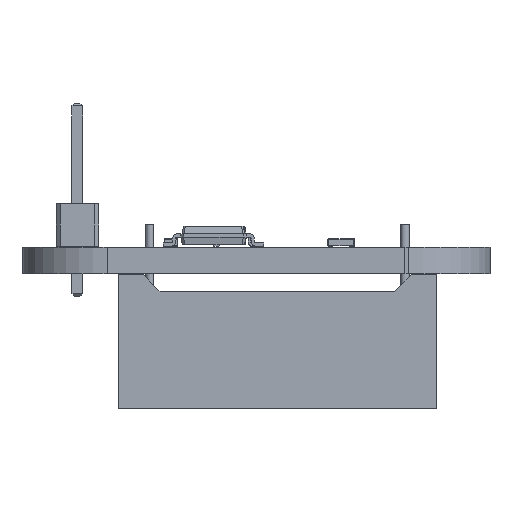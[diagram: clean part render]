
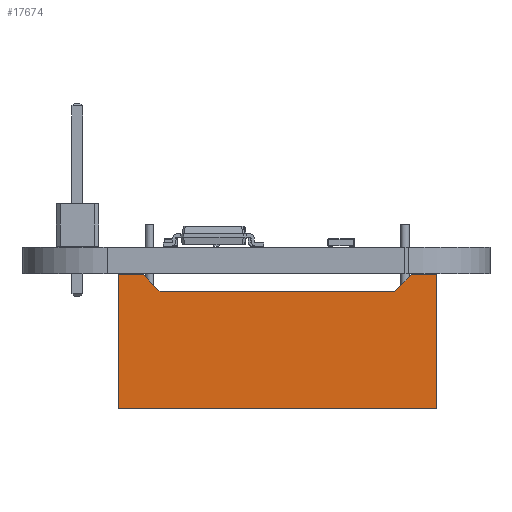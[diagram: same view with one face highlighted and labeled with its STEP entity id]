
A CAD part, left-side view. The second image highlights one B-rep face of the part: STEP entity #17674.
In plain terms, the highlighted face is planar.
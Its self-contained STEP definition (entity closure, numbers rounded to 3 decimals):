
#17419 = VERTEX_POINT('',#17420);
#17420 = CARTESIAN_POINT('',(18.75,-7.,-7.));
#17426 = EDGE_CURVE('',#17427,#17419,#17429,.T.);
#17427 = VERTEX_POINT('',#17428);
#17428 = CARTESIAN_POINT('',(18.75,-8.,-8.));
#17429 = LINE('',#17430,#17431);
#17430 = CARTESIAN_POINT('',(18.75,-1.125,-1.125));
#17431 = VECTOR('',#17432,1.);
#17432 = DIRECTION('',(0.,0.707,0.707));
#17499 = VERTEX_POINT('',#17500);
#17500 = CARTESIAN_POINT('',(18.75,8.,-8.));
#17506 = EDGE_CURVE('',#17507,#17499,#17509,.T.);
#17507 = VERTEX_POINT('',#17508);
#17508 = CARTESIAN_POINT('',(18.75,7.,-7.));
#17509 = LINE('',#17510,#17511);
#17510 = CARTESIAN_POINT('',(18.75,6.375,-6.375));
#17511 = VECTOR('',#17512,1.);
#17512 = DIRECTION('',(0.,0.707,-0.707));
#17674 = ADVANCED_FACE('',(#17675),#17723,.T.);
#17675 = FACE_BOUND('',#17676,.T.);
#17676 = EDGE_LOOP('',(#17677,#17678,#17684,#17685,#17693,#17701,#17709,
    #17717));
#17677 = ORIENTED_EDGE('',*,*,#17426,.T.);
#17678 = ORIENTED_EDGE('',*,*,#17679,.T.);
#17679 = EDGE_CURVE('',#17419,#17507,#17680,.T.);
#17680 = LINE('',#17681,#17682);
#17681 = CARTESIAN_POINT('',(18.75,8.25,-7.));
#17682 = VECTOR('',#17683,1.);
#17683 = DIRECTION('',(0.,1.,0.));
#17684 = ORIENTED_EDGE('',*,*,#17506,.T.);
#17685 = ORIENTED_EDGE('',*,*,#17686,.F.);
#17686 = EDGE_CURVE('',#17687,#17499,#17689,.T.);
#17687 = VERTEX_POINT('',#17688);
#17688 = CARTESIAN_POINT('',(18.75,9.5,-8.));
#17689 = LINE('',#17690,#17691);
#17690 = CARTESIAN_POINT('',(18.75,9.5,-8.));
#17691 = VECTOR('',#17692,1.);
#17692 = DIRECTION('',(0.,-1.,0.));
#17693 = ORIENTED_EDGE('',*,*,#17694,.F.);
#17694 = EDGE_CURVE('',#17695,#17687,#17697,.T.);
#17695 = VERTEX_POINT('',#17696);
#17696 = CARTESIAN_POINT('',(18.75,9.5,0.));
#17697 = LINE('',#17698,#17699);
#17698 = CARTESIAN_POINT('',(18.75,9.5,0.));
#17699 = VECTOR('',#17700,1.);
#17700 = DIRECTION('',(0.,0.,-1.));
#17701 = ORIENTED_EDGE('',*,*,#17702,.T.);
#17702 = EDGE_CURVE('',#17695,#17703,#17705,.T.);
#17703 = VERTEX_POINT('',#17704);
#17704 = CARTESIAN_POINT('',(18.75,-9.5,0.));
#17705 = LINE('',#17706,#17707);
#17706 = CARTESIAN_POINT('',(18.75,9.5,0.));
#17707 = VECTOR('',#17708,1.);
#17708 = DIRECTION('',(0.,-1.,0.));
#17709 = ORIENTED_EDGE('',*,*,#17710,.T.);
#17710 = EDGE_CURVE('',#17703,#17711,#17713,.T.);
#17711 = VERTEX_POINT('',#17712);
#17712 = CARTESIAN_POINT('',(18.75,-9.5,-8.));
#17713 = LINE('',#17714,#17715);
#17714 = CARTESIAN_POINT('',(18.75,-9.5,0.));
#17715 = VECTOR('',#17716,1.);
#17716 = DIRECTION('',(0.,0.,-1.));
#17717 = ORIENTED_EDGE('',*,*,#17718,.F.);
#17718 = EDGE_CURVE('',#17427,#17711,#17719,.T.);
#17719 = LINE('',#17720,#17721);
#17720 = CARTESIAN_POINT('',(18.75,9.5,-8.));
#17721 = VECTOR('',#17722,1.);
#17722 = DIRECTION('',(0.,-1.,0.));
#17723 = PLANE('',#17724);
#17724 = AXIS2_PLACEMENT_3D('',#17725,#17726,#17727);
#17725 = CARTESIAN_POINT('',(18.75,9.5,0.));
#17726 = DIRECTION('',(1.,0.,0.));
#17727 = DIRECTION('',(0.,-1.,0.));
